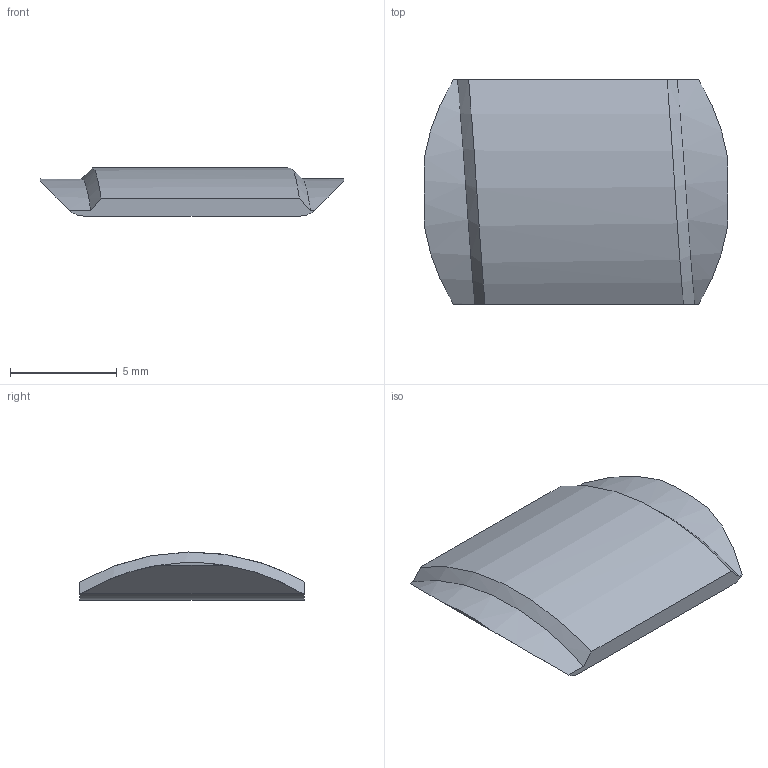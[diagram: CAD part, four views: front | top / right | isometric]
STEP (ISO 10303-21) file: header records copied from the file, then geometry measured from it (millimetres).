
FILE_DESCRIPTION( ( 'Unknown' ), '1' );
FILE_NAME( '769420000-B.stp', 'Unknown', ( 'Unknown' ), ( 'Unknown' ), 'PSStep 15.0.49', 'Unknown', ' ' );
FILE_SCHEMA( ( 'AUTOMOTIVE_DESIGN { 1 0 10303 214 1 1 1 1 }' ) );
Length unit declared in the file: millimetre
Products named in the file (1): 1
Bounding box: 14.2 x 10.5 x 2.25 mm (x, y, z)
Volume: 218.5 mm3; surface area: 321 mm2
Topology: 1 solids, 1 shells, 14 faces, 36 edges, 24 vertices
Faces by surface type: plane 7, cylinder 5, bspline 2
Entity records: 955 total; most frequent: CARTESIAN_POINT 531, ORIENTED_EDGE 72, DIRECTION 60, EDGE_CURVE 36, VERTEX_POINT 24, AXIS2_PLACEMENT_3D 23, ADVANCED_FACE 14, FACE_OUTER_BOUND 14
